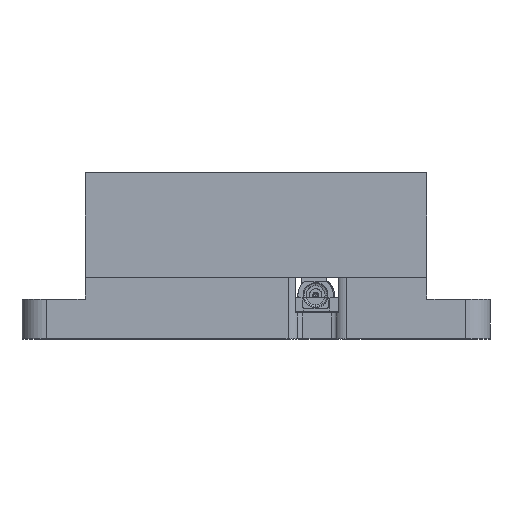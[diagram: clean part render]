
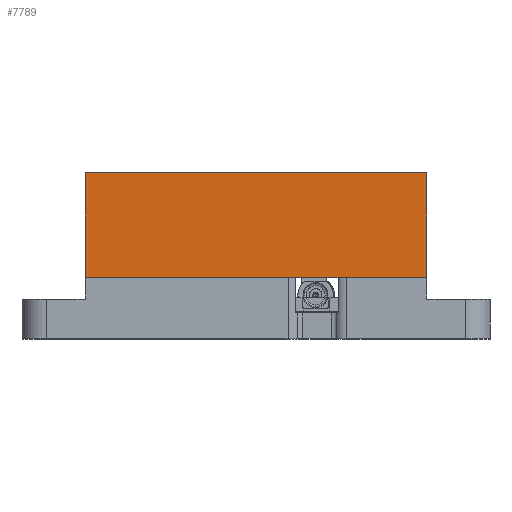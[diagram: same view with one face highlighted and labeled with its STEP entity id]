
A CAD part, top view. The second image highlights one B-rep face of the part: STEP entity #7789.
In plain terms, the highlighted planar face has unit normal (0, 0, 1).
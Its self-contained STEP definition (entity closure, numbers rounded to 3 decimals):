
#2119 = AXIS2_PLACEMENT_3D ( 'NONE', #19965, #4803, #4560 ) ;
#2849 = ORIENTED_EDGE ( 'NONE', *, *, #11617, .T. ) ;
#4542 = VECTOR ( 'NONE', #33612, 1000. ) ;
#4560 = DIRECTION ( 'NONE',  ( -1., 0., 0. ) ) ;
#4649 = CARTESIAN_POINT ( 'NONE',  ( 0., -4., 0. ) ) ;
#4775 = ORIENTED_EDGE ( 'NONE', *, *, #29459, .F. ) ;
#4803 = DIRECTION ( 'NONE',  ( 0., 0., -1. ) ) ;
#5698 = VECTOR ( 'NONE', #16962, 1000. ) ;
#6054 = VERTEX_POINT ( 'NONE', #4649 ) ;
#6716 = VERTEX_POINT ( 'NONE', #37232 ) ;
#6978 = CARTESIAN_POINT ( 'NONE',  ( 0., 9.24, 0. ) ) ;
#7191 = EDGE_LOOP ( 'NONE', ( #2849, #4775, #34802, #21900 ) ) ;
#7789 = ADVANCED_FACE ( 'NONE', ( #16859 ), #23284, .F. ) ;
#8303 = LINE ( 'NONE', #30285, #16850 ) ;
#11617 = EDGE_CURVE ( 'NONE', #24072, #6054, #33095, .T. ) ;
#12241 = CARTESIAN_POINT ( 'NONE',  ( 0., 9.24, 0. ) ) ;
#12653 = CARTESIAN_POINT ( 'NONE',  ( 0., 1.5, 0. ) ) ;
#15511 = LINE ( 'NONE', #12241, #4542 ) ;
#16850 = VECTOR ( 'NONE', #36646, 1000. ) ;
#16859 = FACE_OUTER_BOUND ( 'NONE', #7191, .T. ) ;
#16962 = DIRECTION ( 'NONE',  ( -1., 0., 0. ) ) ;
#17033 = EDGE_CURVE ( 'NONE', #17721, #6716, #8303, .T. ) ;
#17721 = VERTEX_POINT ( 'NONE', #25931 ) ;
#18533 = LINE ( 'NONE', #20025, #5698 ) ;
#19965 = CARTESIAN_POINT ( 'NONE',  ( 0., 1.5, 0. ) ) ;
#20025 = CARTESIAN_POINT ( 'NONE',  ( 0., -4., 0. ) ) ;
#21900 = ORIENTED_EDGE ( 'NONE', *, *, #32660, .F. ) ;
#23284 = PLANE ( 'NONE',  #2119 ) ;
#24072 = VERTEX_POINT ( 'NONE', #6978 ) ;
#25931 = CARTESIAN_POINT ( 'NONE',  ( 43.25, 9.24, 0. ) ) ;
#29459 = EDGE_CURVE ( 'NONE', #6716, #6054, #18533, .T. ) ;
#30285 = CARTESIAN_POINT ( 'NONE',  ( 43.25, 1.5, 0. ) ) ;
#30705 = DIRECTION ( 'NONE',  ( 0., -1., 0. ) ) ;
#32660 = EDGE_CURVE ( 'NONE', #24072, #17721, #15511, .T. ) ;
#33095 = LINE ( 'NONE', #12653, #38759 ) ;
#33612 = DIRECTION ( 'NONE',  ( 1., 0., 0. ) ) ;
#34802 = ORIENTED_EDGE ( 'NONE', *, *, #17033, .F. ) ;
#36646 = DIRECTION ( 'NONE',  ( 0., -1., 0. ) ) ;
#37232 = CARTESIAN_POINT ( 'NONE',  ( 43.25, -4., 0. ) ) ;
#38759 = VECTOR ( 'NONE', #30705, 1000. ) ;
